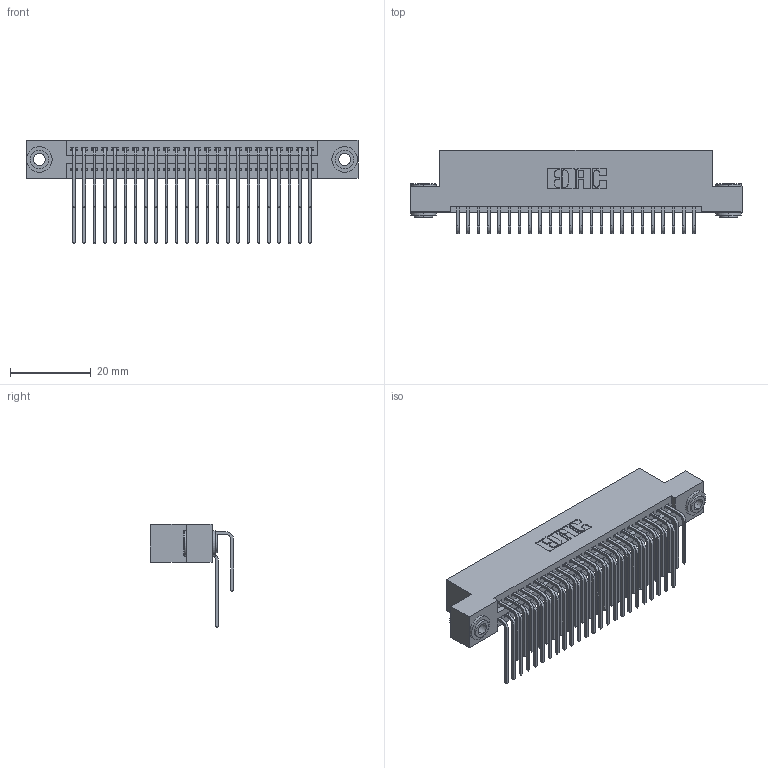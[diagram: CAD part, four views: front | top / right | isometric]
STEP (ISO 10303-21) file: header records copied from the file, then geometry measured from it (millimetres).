
FILE_DESCRIPTION (( 'STEP AP203' ), '1' );
FILE_NAME ('395-048-559-203.STEP', '2018-11-19T23:47:07', ( '' ), ( '' ), 'SwSTEP 2.0', 'SolidWorks 2016', '' );
FILE_SCHEMA (( 'CONFIG_CONTROL_DESIGN' ));
Length unit declared in the file: inch
Products named in the file (5): 345-250-002_345-250-002-102; 395-048-559-203; 345-292-001_559 Tail - 2; 345 Part_Flush Mounting Lugs - 0.156 Dia-TH; 345-292-001_558 559 Tail - 1
Assembly tree (51 placements, depth 2):
  395-048-559-203
    345 Part_Flush Mounting Lugs - 0.156 Dia-TH
    345-292-001_558 559 Tail - 1  x24
    345-292-001_559 Tail - 2  x24
    345-250-002_345-250-002-102  x2
Bounding box: 82.17 x 20.56 x 25.53 mm (x, y, z)
Volume: 8111.2 mm3; surface area: 13148 mm2
Topology: 51 solids, 51 shells, 2660 faces, 7857 edges, 5170 vertices
Faces by surface type: plane 1770, cylinder 882, cone 8
Entity records: 23556 total; most frequent: CARTESIAN_POINT 3986, ORIENTED_EDGE 3862, DIRECTION 3541, EDGE_CURVE 1931, LINE 1639, VECTOR 1639, VERTEX_POINT 1282, AXIS2_PLACEMENT_3D 951
